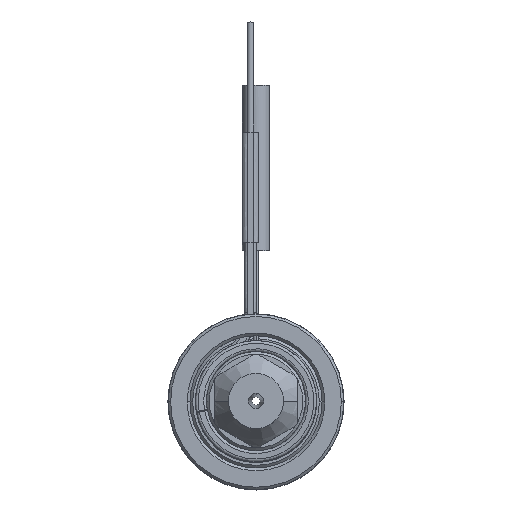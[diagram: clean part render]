
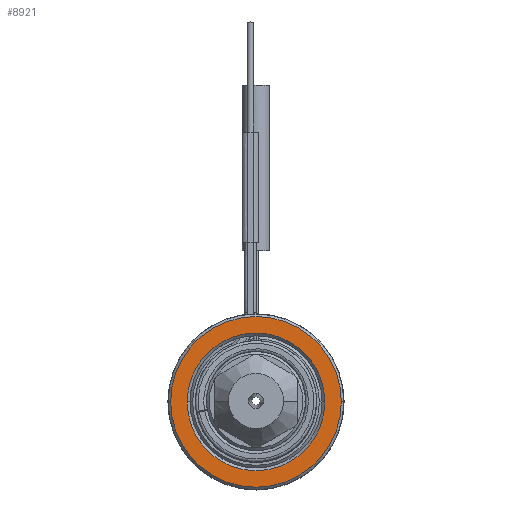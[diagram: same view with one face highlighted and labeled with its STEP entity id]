
A CAD part, top view. The second image highlights one B-rep face of the part: STEP entity #8921.
In plain terms, the highlighted planar face has unit normal (0, 0, 1).
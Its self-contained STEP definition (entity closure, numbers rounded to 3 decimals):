
#2119=CARTESIAN_POINT('',(0.,0.,25.));
#2120=DIRECTION('',(0.,0.,-1.));
#2121=DIRECTION('',(-1.,0.,0.));
#2122=AXIS2_PLACEMENT_3D('',#2119,#2120,#2121);
#2133=CARTESIAN_POINT('',(0.,0.,25.));
#2134=DIRECTION('',(0.,0.,-1.));
#2135=DIRECTION('',(1.,0.,0.));
#2136=AXIS2_PLACEMENT_3D('',#2133,#2134,#2135);
#2147=CARTESIAN_POINT('',(0.,0.,
25.));
#2148=DIRECTION('',(0.,0.,-1.));
#2149=DIRECTION('',(1.,0.,0.));
#2150=AXIS2_PLACEMENT_3D('',#2147,#2148,#2149);
#2161=CARTESIAN_POINT('',(0.,0.,25.));
#2162=DIRECTION('',(0.,0.,-1.));
#2163=DIRECTION('',(-1.,0.,0.));
#2164=AXIS2_PLACEMENT_3D('',#2161,#2162,#2163);
#6331=CARTESIAN_POINT('',(15.5,0.,25.));
#6332=CARTESIAN_POINT('',(-15.5,0.,
25.));
#6333=VERTEX_POINT('',#6331);
#6334=VERTEX_POINT('',#6332);
#6335=CARTESIAN_POINT('',(12.5,0.,25.));
#6336=CARTESIAN_POINT('',(-12.5,0.,25.));
#6337=VERTEX_POINT('',#6335);
#6338=VERTEX_POINT('',#6336);
#8906=CARTESIAN_POINT('',(0.,0.,25.));
#8907=DIRECTION('',(0.,0.,1.));
#8908=DIRECTION('',(-1.,0.,0.));
#8909=AXIS2_PLACEMENT_3D('',#8906,#8907,#8908);
#8910=PLANE('',#8909);
#8911=ORIENTED_EDGE('',*,*,#8888,.T.);
#8912=ORIENTED_EDGE('',*,*,#8873,.T.);
#8913=EDGE_LOOP('',(#8911,#8912));
#8914=FACE_OUTER_BOUND('',#8913,.F.);
#8916=ORIENTED_EDGE('',*,*,#8915,.F.);
#8918=ORIENTED_EDGE('',*,*,#8917,.F.);
#8919=EDGE_LOOP('',(#8916,#8918));
#8920=FACE_BOUND('',#8919,.F.);
#2123=CIRCLE('',#2122,15.5);
#2137=CIRCLE('',#2136,15.5);
#2151=CIRCLE('',#2150,12.5);
#2165=CIRCLE('',#2164,12.5);
#8873=EDGE_CURVE('',#6334,#6333,#2123,.T.);
#8888=EDGE_CURVE('',#6333,#6334,#2137,.T.);
#8915=EDGE_CURVE('',#6337,#6338,#2151,.T.);
#8917=EDGE_CURVE('',#6338,#6337,#2165,.T.);
#8921=ADVANCED_FACE('',(#8914,#8920),#8910,.T.);
